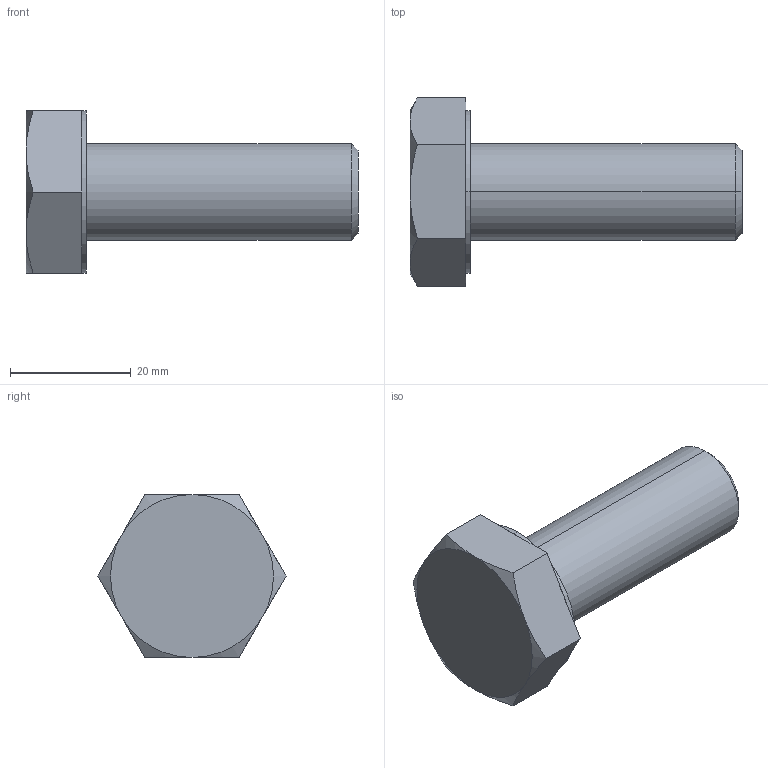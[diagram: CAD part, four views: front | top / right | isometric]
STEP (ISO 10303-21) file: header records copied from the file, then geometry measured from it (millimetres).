
FILE_DESCRIPTION (( 'STEP AP214' ), '1' );
FILE_NAME ('hex structural bolt gradec short_iso.STEP', '2025-02-04T12:21:08', ( '' ), ( '' ), 'SwSTEP 2.0', 'SolidWorks 2024', '' );
FILE_SCHEMA (( 'AUTOMOTIVE_DESIGN' ));
Length unit declared in the file: millimetre
Products named in the file (1): hex structural bolt gradec short_iso_ISO 7412 - M16 x 45 --- 26-WN
Bounding box: 55 x 31.18 x 27 mm (x, y, z)
Volume: 15263.6 mm3; surface area: 4389.3 mm2
Topology: 1 solids, 1 shells, 27 faces, 56 edges, 32 vertices
Faces by surface type: plane 15, cone 8, cylinder 4
Entity records: 773 total; most frequent: CARTESIAN_POINT 188, DIRECTION 120, ORIENTED_EDGE 112, EDGE_CURVE 56, AXIS2_PLACEMENT_3D 48, VERTEX_POINT 32, EDGE_LOOP 28, FACE_OUTER_BOUND 27
